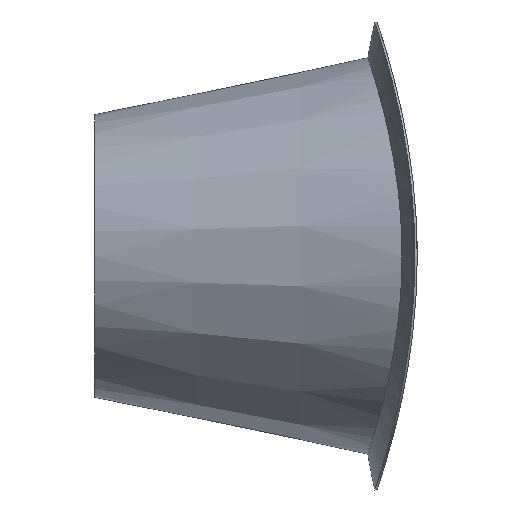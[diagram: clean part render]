
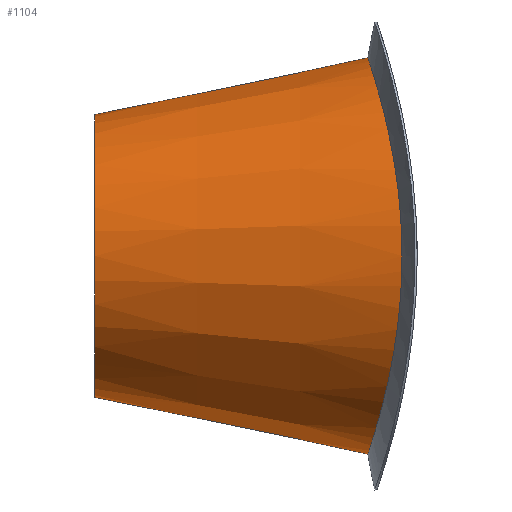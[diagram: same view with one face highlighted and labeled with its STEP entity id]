
A CAD part, left-side view. The second image highlights one B-rep face of the part: STEP entity #1104.
In plain terms, the highlighted conical face has half-angle 11.761 degrees and reference radius 34.41 mm.
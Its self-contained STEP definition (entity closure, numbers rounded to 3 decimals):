
#649=CARTESIAN_POINT('',(40.654,119.472,0.0));
#650=VERTEX_POINT('',#649);
#651=CARTESIAN_POINT('',(-40.654,119.472,0.));
#652=VERTEX_POINT('',#651);
#653=CARTESIAN_POINT('',(40.654,119.472,0.0));
#654=CARTESIAN_POINT('',(40.654,119.472,-4.828));
#655=CARTESIAN_POINT('',(39.731,119.8,-9.574));
#656=CARTESIAN_POINT('',(36.168,120.931,-18.535));
#657=CARTESIAN_POINT('',(33.548,121.72,-22.642));
#658=CARTESIAN_POINT('',(26.636,123.435,-30.09));
#659=CARTESIAN_POINT('',(22.238,124.347,-33.253));
#660=CARTESIAN_POINT('',(12.563,125.69,-37.668));
#661=CARTESIAN_POINT('',(7.397,126.118,-38.929));
#662=CARTESIAN_POINT('',(-3.168,126.295,-39.461));
#663=CARTESIAN_POINT('',(-8.432,126.042,-38.729));
#664=CARTESIAN_POINT('',(-18.332,124.983,-35.38));
#665=CARTESIAN_POINT('',(-22.877,124.197,-32.815));
#666=CARTESIAN_POINT('',(-30.819,122.466,-26.084));
#667=CARTESIAN_POINT('',(-34.141,121.533,-21.918));
#668=CARTESIAN_POINT('',(-38.727,120.138,-12.861));
#669=CARTESIAN_POINT('',(-40.093,119.664,-8.138));
#670=CARTESIAN_POINT('',(-40.608,119.488,-2.163));
#671=CARTESIAN_POINT('',(-40.654,119.472,-1.08));
#672=CARTESIAN_POINT('',(-40.654,119.472,0.));
#673=B_SPLINE_CURVE_WITH_KNOTS('',3,(#653,#654,#655,#656,#657,#658,#659,#660,#661,#662,#663,#664,#665,#666,#667,#668,#669,#670,#671,#672),.UNSPECIFIED.,.F.,.U.,(4,2,2,2,2,2,2,2,2,4),(0.0,1.448,2.914,4.541,6.126,7.709,9.272,10.874,12.348,12.674),.UNSPECIFIED.);
#674=EDGE_CURVE('',#650,#652,#673,.T.);
#684=CARTESIAN_POINT('',(40.654,119.472,0.007));
#685=VERTEX_POINT('',#684);
#693=CARTESIAN_POINT('',(-40.654,119.472,0.));
#694=CARTESIAN_POINT('',(-40.654,119.472,3.589));
#695=CARTESIAN_POINT('',(-40.144,119.651,7.152));
#696=CARTESIAN_POINT('',(-37.792,120.424,15.218));
#697=CARTESIAN_POINT('',(-35.595,121.124,19.509));
#698=CARTESIAN_POINT('',(-29.589,122.743,27.36));
#699=CARTESIAN_POINT('',(-25.71,123.656,30.791));
#700=CARTESIAN_POINT('',(-16.689,125.203,36.157));
#701=CARTESIAN_POINT('',(-11.568,125.807,37.983));
#702=CARTESIAN_POINT('',(-1.132,126.322,39.547));
#703=CARTESIAN_POINT('',(4.042,126.26,39.369));
#704=CARTESIAN_POINT('',(14.171,125.531,37.127));
#705=CARTESIAN_POINT('',(19.006,124.861,35.049));
#706=CARTESIAN_POINT('',(27.633,123.237,29.213));
#707=CARTESIAN_POINT('',(31.36,122.295,25.478));
#708=CARTESIAN_POINT('',(36.32,120.89,17.995));
#709=CARTESIAN_POINT('',(37.941,120.374,14.573));
#710=CARTESIAN_POINT('',(40.104,119.665,7.407));
#711=CARTESIAN_POINT('',(40.654,119.473,3.726));
#712=CARTESIAN_POINT('',(40.654,119.472,0.007));
#713=B_SPLINE_CURVE_WITH_KNOTS('',3,(#693,#694,#695,#696,#697,#698,#699,#700,#701,#702,#703,#704,#705,#706,#707,#708,#709,#710,#711,#712),.UNSPECIFIED.,.F.,.U.,(4,2,2,2,2,2,2,2,2,4),(12.674,13.757,15.205,16.763,18.386,19.927,21.5,23.087,24.227,25.344),.UNSPECIFIED.);
#714=EDGE_CURVE('',#652,#685,#713,.T.);
#1072=CARTESIAN_POINT('',(0.0,149.463,0.0));
#1073=DIRECTION('',(0.0,-1.0,0.0));
#1074=DIRECTION('',(1.0,0.0,0.0));
#1075=AXIS2_PLACEMENT_3D('',#1072,#1073,#1074);
#1076=CONICAL_SURFACE('',#1075,34.41,11.761);
#1077=ORIENTED_EDGE('',*,*,#674,.T.);
#1078=ORIENTED_EDGE('',*,*,#714,.T.);
#1079=CARTESIAN_POINT('',(27.99,180.302,0.005));
#1080=VERTEX_POINT('',#1079);
#1081=CARTESIAN_POINT('',(40.654,119.472,0.007));
#1082=DIRECTION('',(-0.204,0.979,0.));
#1083=VECTOR('',#1082,62.134);
#1084=LINE('',#1081,#1083);
#1085=EDGE_CURVE('',#685,#1080,#1084,.T.);
#1086=ORIENTED_EDGE('',*,*,#1085,.T.);
#1087=CARTESIAN_POINT('',(27.99,180.302,0.0));
#1088=VERTEX_POINT('',#1087);
#1089=CARTESIAN_POINT('',(0.0,180.302,0.0));
#1090=DIRECTION('',(0.0,1.0,0.0));
#1091=DIRECTION('',(1.0,0.0,0.0));
#1092=AXIS2_PLACEMENT_3D('',#1089,#1090,#1091);
#1093=CIRCLE('',#1092,27.99);
#1094=EDGE_CURVE('',#1088,#1080,#1093,.T.);
#1095=ORIENTED_EDGE('',*,*,#1094,.F.);
#1096=CARTESIAN_POINT('',(40.654,119.472,0.0));
#1097=DIRECTION('',(-0.204,0.979,0.0));
#1098=VECTOR('',#1097,62.134);
#1099=LINE('',#1096,#1098);
#1100=EDGE_CURVE('',#650,#1088,#1099,.T.);
#1101=ORIENTED_EDGE('',*,*,#1100,.F.);
#1102=EDGE_LOOP('',(#1077,#1078,#1086,#1095,#1101));
#1103=FACE_OUTER_BOUND('',#1102,.T.);
#1104=ADVANCED_FACE('',(#1103),#1076,.T.);
